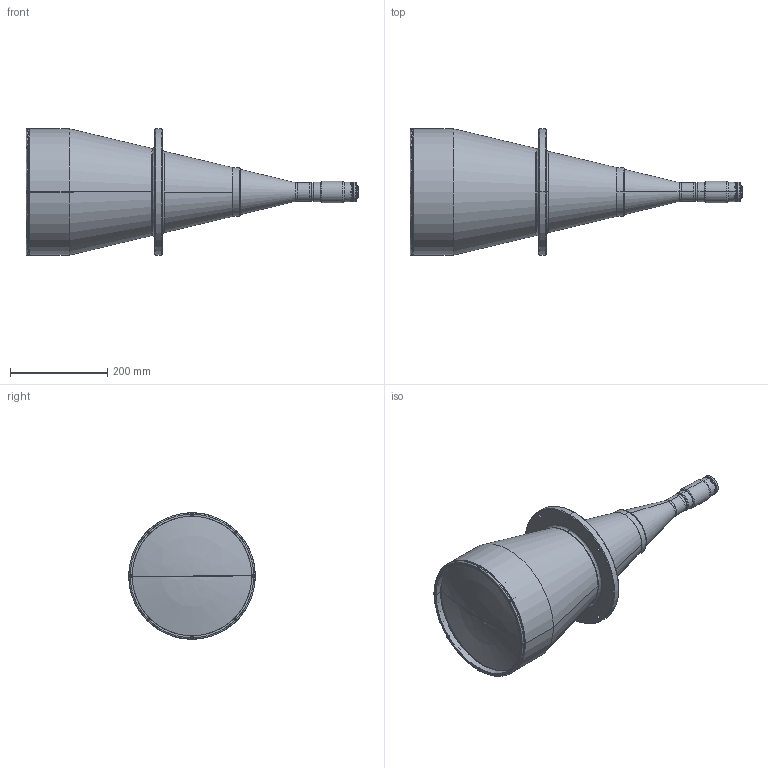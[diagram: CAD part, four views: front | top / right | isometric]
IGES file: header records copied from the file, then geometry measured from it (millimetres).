
Start section: SolidWorks IGES file using analytic representation for surfaces
Global section: file name: TC4M192HR-C.IGS; native system: SolidWorks 2013; preprocessor: SolidWorks 2013; author: piermario; date: 140604.111321; units: millimetre
Bounding box: 682.83 x 260 x 260 mm (x, y, z)
Surface area: 459470.3 mm2 (no closed solid volume)
Topology: 0 solids, 0 shells, 232 faces, 4331 edges, 4330 vertices
Faces by surface type: revolution 120, bspline 112
